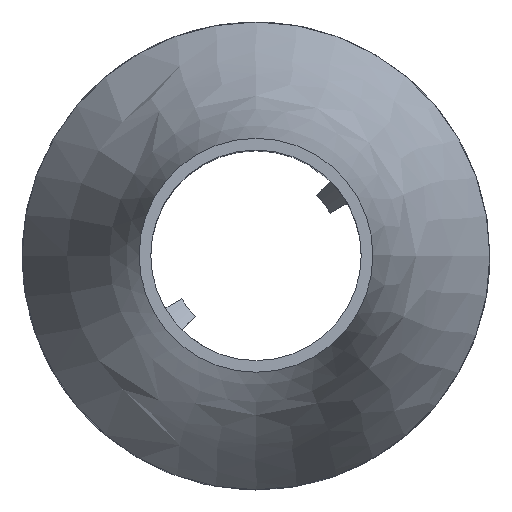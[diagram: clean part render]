
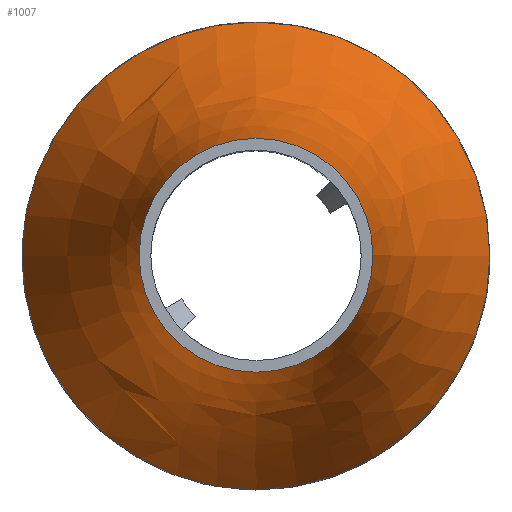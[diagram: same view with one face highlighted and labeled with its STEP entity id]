
A CAD part, top view. The second image highlights one B-rep face of the part: STEP entity #1007.
In plain terms, the highlighted free-form (B-spline) face has degree [3, 3] with [4, 19] control points.
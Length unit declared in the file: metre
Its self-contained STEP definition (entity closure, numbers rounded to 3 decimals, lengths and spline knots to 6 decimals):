
#12=B_SPLINE_SURFACE_WITH_KNOTS('',3,3,((#1643,#1644,#1645,#1646,#1647,
#1648,#1649,#1650,#1651,#1652,#1653,#1654,#1655,#1656,#1657,#1658,#1659,
#1660,#1661),(#1662,#1663,#1664,#1665,#1666,#1667,#1668,#1669,#1670,#1671,
#1672,#1673,#1674,#1675,#1676,#1677,#1678,#1679,#1680),(#1681,#1682,#1683,
#1684,#1685,#1686,#1687,#1688,#1689,#1690,#1691,#1692,#1693,#1694,#1695,
#1696,#1697,#1698,#1699),(#1700,#1701,#1702,#1703,#1704,#1705,#1706,#1707,
#1708,#1709,#1710,#1711,#1712,#1713,#1714,#1715,#1716,#1717,#1718)),
 .UNSPECIFIED.,.F.,.T.,.F.,(4,4),(1,1,1,1,1,1,1,1,1,1,1,1,1,1,1,1,1,1,1,
1,1,1,1),(0.,1.),(-1.178097,-0.785398,-0.392699,
0.,0.392699,0.785398,1.178097,1.570796,
1.963495,2.356194,2.748894,3.141593,3.534292,
3.926991,4.31969,4.712389,5.105088,5.497787,
5.890486,6.283185,6.675884,7.068583,7.461283),
 .UNSPECIFIED.);
#75=CIRCLE('',#1100,0.018);
#86=CIRCLE('',#1112,0.009);
#192=ORIENTED_EDGE('',*,*,#453,.T.);
#193=ORIENTED_EDGE('',*,*,#480,.F.);
#453=EDGE_CURVE('',#599,#599,#75,.T.);
#480=EDGE_CURVE('',#619,#619,#86,.T.);
#599=VERTEX_POINT('',#1596);
#619=VERTEX_POINT('',#1720);
#865=EDGE_LOOP('',(#192));
#866=EDGE_LOOP('',(#193));
#931=FACE_BOUND('',#865,.T.);
#932=FACE_BOUND('',#866,.T.);
#1007=ADVANCED_FACE('',(#931,#932),#12,.T.);
#1100=AXIS2_PLACEMENT_3D('',#1595,#1265,#1266);
#1112=AXIS2_PLACEMENT_3D('',#1719,#1305,#1306);
#1265=DIRECTION('',(0.,0.,1.));
#1266=DIRECTION('',(1.,0.,0.));
#1305=DIRECTION('',(0.,0.,1.));
#1306=DIRECTION('',(1.,0.,0.));
#1595=CARTESIAN_POINT('',(0.,0.,0.01));
#1596=CARTESIAN_POINT('',(0.018,0.,0.01));
#1643=CARTESIAN_POINT('',(-0.008531,0.003534,0.035));
#1644=CARTESIAN_POINT('',(-0.009234,0.,0.035));
#1645=CARTESIAN_POINT('',(-0.008531,-0.003534,0.035));
#1646=CARTESIAN_POINT('',(-0.00653,-0.00653,0.035));
#1647=CARTESIAN_POINT('',(-0.003534,-0.008531,0.035));
#1648=CARTESIAN_POINT('',(0.,-0.009234,0.035));
#1649=CARTESIAN_POINT('',(0.003534,-0.008531,0.035));
#1650=CARTESIAN_POINT('',(0.00653,-0.00653,0.035));
#1651=CARTESIAN_POINT('',(0.008531,-0.003534,0.035));
#1652=CARTESIAN_POINT('',(0.009234,0.,0.035));
#1653=CARTESIAN_POINT('',(0.008531,0.003534,0.035));
#1654=CARTESIAN_POINT('',(0.00653,0.00653,0.035));
#1655=CARTESIAN_POINT('',(0.003534,0.008531,0.035));
#1656=CARTESIAN_POINT('',(0.,0.009234,0.035));
#1657=CARTESIAN_POINT('',(-0.003534,0.008531,0.035));
#1658=CARTESIAN_POINT('',(-0.00653,0.00653,0.035));
#1659=CARTESIAN_POINT('',(-0.008531,0.003534,0.035));
#1660=CARTESIAN_POINT('',(-0.009234,0.,0.035));
#1661=CARTESIAN_POINT('',(-0.008531,-0.003534,0.035));
#1662=CARTESIAN_POINT('',(-0.009963,0.004127,0.023028));
#1663=CARTESIAN_POINT('',(-0.010784,0.,0.023028));
#1664=CARTESIAN_POINT('',(-0.009963,-0.004127,0.023028));
#1665=CARTESIAN_POINT('',(-0.007626,-0.007626,0.023028));
#1666=CARTESIAN_POINT('',(-0.004127,-0.009963,0.023028));
#1667=CARTESIAN_POINT('',(0.,-0.010784,0.023028));
#1668=CARTESIAN_POINT('',(0.004127,-0.009963,0.023028));
#1669=CARTESIAN_POINT('',(0.007626,-0.007626,0.023028));
#1670=CARTESIAN_POINT('',(0.009963,-0.004127,0.023028));
#1671=CARTESIAN_POINT('',(0.010784,0.,0.023028));
#1672=CARTESIAN_POINT('',(0.009963,0.004127,0.023028));
#1673=CARTESIAN_POINT('',(0.007626,0.007626,0.023028));
#1674=CARTESIAN_POINT('',(0.004127,0.009963,0.023028));
#1675=CARTESIAN_POINT('',(0.,0.010784,0.023028));
#1676=CARTESIAN_POINT('',(-0.004127,0.009963,0.023028));
#1677=CARTESIAN_POINT('',(-0.007626,0.007626,0.023028));
#1678=CARTESIAN_POINT('',(-0.009963,0.004127,0.023028));
#1679=CARTESIAN_POINT('',(-0.010784,0.,0.023028));
#1680=CARTESIAN_POINT('',(-0.009963,-0.004127,0.023028));
#1681=CARTESIAN_POINT('',(-0.013955,0.00578,0.016));
#1682=CARTESIAN_POINT('',(-0.015105,0.,0.016));
#1683=CARTESIAN_POINT('',(-0.013955,-0.00578,0.016));
#1684=CARTESIAN_POINT('',(-0.010681,-0.010681,0.016));
#1685=CARTESIAN_POINT('',(-0.00578,-0.013955,0.016));
#1686=CARTESIAN_POINT('',(0.,-0.015105,0.016));
#1687=CARTESIAN_POINT('',(0.00578,-0.013955,0.016));
#1688=CARTESIAN_POINT('',(0.010681,-0.010681,0.016));
#1689=CARTESIAN_POINT('',(0.013955,-0.00578,0.016));
#1690=CARTESIAN_POINT('',(0.015105,0.,0.016));
#1691=CARTESIAN_POINT('',(0.013955,0.00578,0.016));
#1692=CARTESIAN_POINT('',(0.010681,0.010681,0.016));
#1693=CARTESIAN_POINT('',(0.00578,0.013955,0.016));
#1694=CARTESIAN_POINT('',(0.,0.015105,0.016));
#1695=CARTESIAN_POINT('',(-0.00578,0.013955,0.016));
#1696=CARTESIAN_POINT('',(-0.010681,0.010681,0.016));
#1697=CARTESIAN_POINT('',(-0.013955,0.00578,0.016));
#1698=CARTESIAN_POINT('',(-0.015105,0.,0.016));
#1699=CARTESIAN_POINT('',(-0.013955,-0.00578,0.016));
#1700=CARTESIAN_POINT('',(-0.017063,0.007068,0.01));
#1701=CARTESIAN_POINT('',(-0.018469,0.,0.01));
#1702=CARTESIAN_POINT('',(-0.017063,-0.007068,0.01));
#1703=CARTESIAN_POINT('',(-0.013059,-0.013059,0.01));
#1704=CARTESIAN_POINT('',(-0.007068,-0.017063,0.01));
#1705=CARTESIAN_POINT('',(0.,-0.018469,0.01));
#1706=CARTESIAN_POINT('',(0.007068,-0.017063,0.01));
#1707=CARTESIAN_POINT('',(0.013059,-0.013059,0.01));
#1708=CARTESIAN_POINT('',(0.017063,-0.007068,0.01));
#1709=CARTESIAN_POINT('',(0.018469,0.,0.01));
#1710=CARTESIAN_POINT('',(0.017063,0.007068,0.01));
#1711=CARTESIAN_POINT('',(0.013059,0.013059,0.01));
#1712=CARTESIAN_POINT('',(0.007068,0.017063,0.01));
#1713=CARTESIAN_POINT('',(0.,0.018469,0.01));
#1714=CARTESIAN_POINT('',(-0.007068,0.017063,0.01));
#1715=CARTESIAN_POINT('',(-0.013059,0.013059,0.01));
#1716=CARTESIAN_POINT('',(-0.017063,0.007068,0.01));
#1717=CARTESIAN_POINT('',(-0.018469,0.,0.01));
#1718=CARTESIAN_POINT('',(-0.017063,-0.007068,0.01));
#1719=CARTESIAN_POINT('',(0.,0.,0.035));
#1720=CARTESIAN_POINT('',(0.009,0.,0.035));
